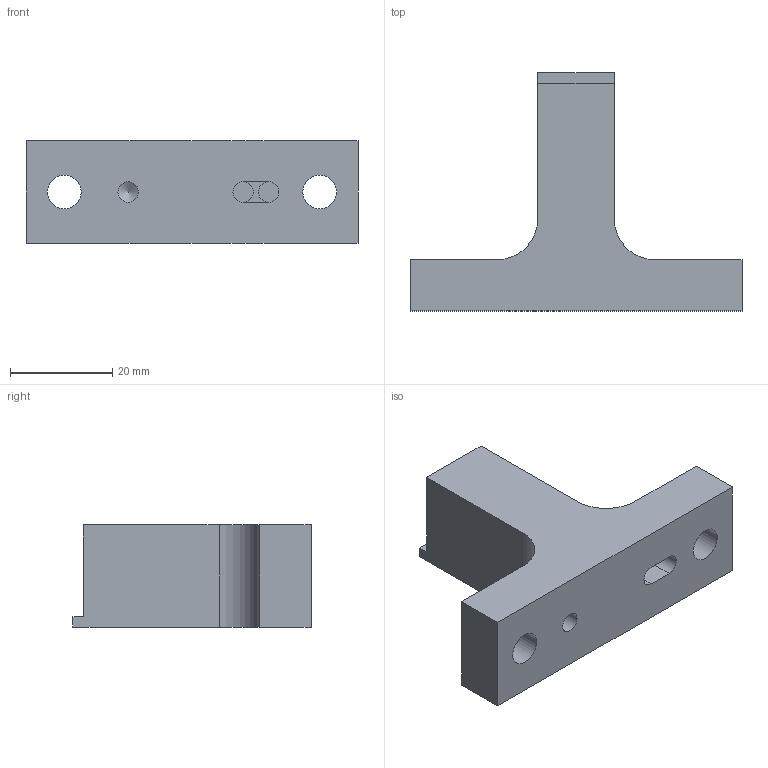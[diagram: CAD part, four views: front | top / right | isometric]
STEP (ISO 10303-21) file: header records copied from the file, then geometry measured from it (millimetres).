
FILE_DESCRIPTION(/* description */ ('Mirror Mount - U100'),/* implementation_level */ '2;1');
FILE_NAME(/* name */ 'FAB-P0018 - Mirror Mount - U100.stp',/* time_stamp */ '2020-02-10T11:57:39+00:00',/* author */ ('whgu0532'),/* organization */ (''),/* preprocessor_version */ 'ST-DEVELOPER v18',/* originating_system */ 'Autodesk Inventor 2020',/* authorisation */ '');
FILE_SCHEMA (('AUTOMOTIVE_DESIGN { 1 0 10303 214 3 1 1 }'));
Length unit declared in the file: millimetre
Products named in the file (1): FAB-P0018
Bounding box: 65 x 46.6 x 20 mm (x, y, z)
Volume: 22803.1 mm3; surface area: 7428.1 mm2
Topology: 1 solids, 1 shells, 27 faces, 78 edges, 54 vertices
Faces by surface type: plane 17, cylinder 8, cone 2
Full cylindrical faces by diameter (mm): 3.242 x1, 4 x3, 6.6 x2
Entity records: 947 total; most frequent: DIRECTION 160, CARTESIAN_POINT 158, ORIENTED_EDGE 152, EDGE_CURVE 76, AXIS2_PLACEMENT_3D 56, VERTEX_POINT 54, LINE 48, VECTOR 48
